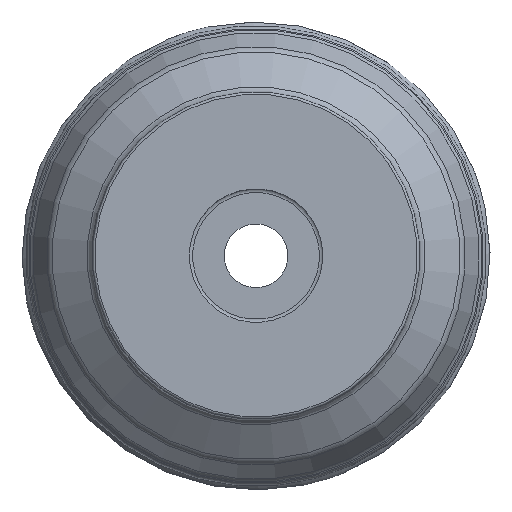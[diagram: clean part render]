
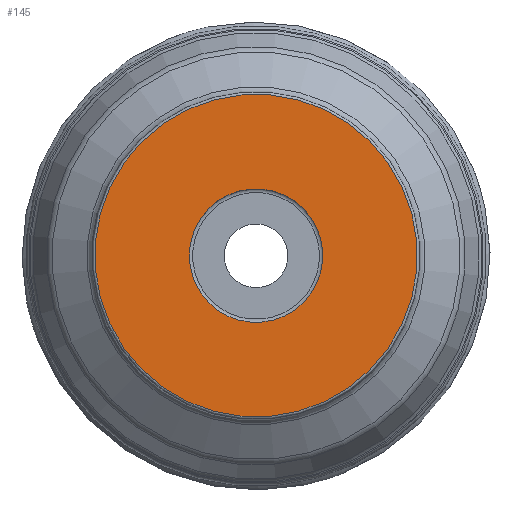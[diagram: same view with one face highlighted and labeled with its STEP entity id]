
A CAD part, top view. The second image highlights one B-rep face of the part: STEP entity #145.
In plain terms, the highlighted planar face has unit normal (0, 0, 1).
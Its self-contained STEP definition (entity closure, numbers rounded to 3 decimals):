
#115=PLANE('',#613);
#145=ADVANCED_FACE('CU_BACK_F001',(#218,#219),#115,.F.);
#218=FACE_BOUND('',#279,.T.);
#219=FACE_BOUND('',#280,.T.);
#279=EDGE_LOOP('',(#339));
#280=EDGE_LOOP('',(#340));
#339=ORIENTED_EDGE('',*,*,#393,.F.);
#340=ORIENTED_EDGE('',*,*,#401,.T.);
#362=VERTEX_POINT('',#852);
#370=VERTEX_POINT('',#877);
#393=EDGE_CURVE('',#362,#362,#423,.T.);
#401=EDGE_CURVE('',#370,#370,#431,.T.);
#423=CIRCLE('',#594,11.005);
#431=CIRCLE('',#611,26.6);
#594=AXIS2_PLACEMENT_3D('',#851,#720,#721);
#611=AXIS2_PLACEMENT_3D('',#876,#754,#755);
#613=AXIS2_PLACEMENT_3D('',#879,#758,#759);
#720=DIRECTION('',(0.,0.,1.));
#721=DIRECTION('',(0.966,0.259,0.));
#754=DIRECTION('',(0.,0.,1.));
#755=DIRECTION('',(0.966,0.259,0.));
#758=DIRECTION('',(0.,0.,-1.));
#759=DIRECTION('',(-0.966,-0.259,0.));
#851=CARTESIAN_POINT('',(0.,0.,0.));
#852=CARTESIAN_POINT('',(10.63,2.848,0.));
#876=CARTESIAN_POINT('',(0.,0.,0.));
#877=CARTESIAN_POINT('',(25.694,6.885,0.));
#879=CARTESIAN_POINT('',(-24.,0.,0.));
